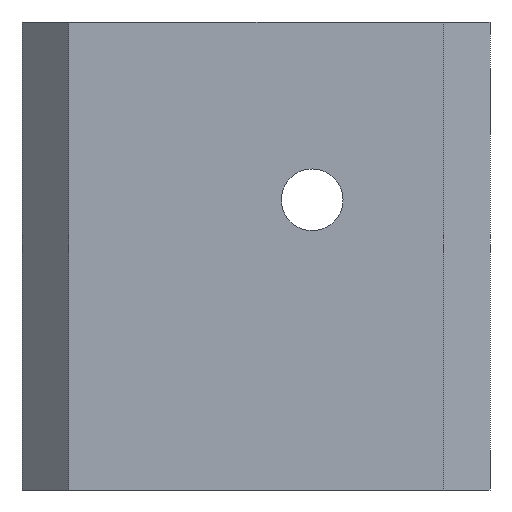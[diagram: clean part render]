
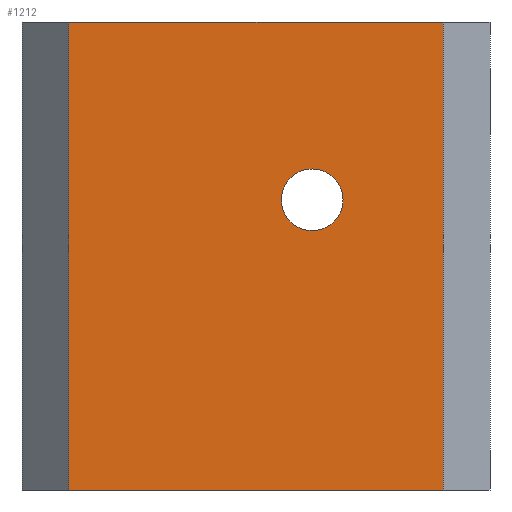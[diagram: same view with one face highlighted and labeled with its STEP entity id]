
A CAD part, front view. The second image highlights one B-rep face of the part: STEP entity #1212.
In plain terms, the highlighted planar face has unit normal (0, -1, 0).
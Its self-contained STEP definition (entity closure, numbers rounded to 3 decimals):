
#1 = ORIENTED_EDGE ( 'NONE', *, *, #333, .T. ) ;
#14 = DIRECTION ( 'NONE',  ( 0., 1., 0. ) ) ;
#98 = CARTESIAN_POINT ( 'NONE',  ( 10., 17.5, 12.5 ) ) ;
#127 = PLANE ( 'NONE',  #895 ) ;
#142 = CARTESIAN_POINT ( 'NONE',  ( 3., 17.5, 3. ) ) ;
#198 = VECTOR ( 'NONE', #1293, 1000. ) ;
#219 = ORIENTED_EDGE ( 'NONE', *, *, #1360, .T. ) ;
#249 = CARTESIAN_POINT ( 'NONE',  ( 3., 17.5, 3. ) ) ;
#274 = DIRECTION ( 'NONE',  ( 0., 0., -1. ) ) ;
#279 = ORIENTED_EDGE ( 'NONE', *, *, #732, .T. ) ;
#284 = VERTEX_POINT ( 'NONE', #1038 ) ;
#313 = VERTEX_POINT ( 'NONE', #1205 ) ;
#318 = ORIENTED_EDGE ( 'NONE', *, *, #899, .T. ) ;
#333 = EDGE_CURVE ( 'NONE', #934, #313, #702, .T. ) ;
#356 = AXIS2_PLACEMENT_3D ( 'NONE', #142, #880, #773 ) ;
#385 = CARTESIAN_POINT ( 'NONE',  ( 10., 17.5, 12.5 ) ) ;
#431 = EDGE_CURVE ( 'NONE', #540, #1168, #789, .T. ) ;
#471 = CARTESIAN_POINT ( 'NONE',  ( -10., 17.5, -12.5 ) ) ;
#472 = CARTESIAN_POINT ( 'NONE',  ( -10., 17.5, 12.5 ) ) ;
#487 = ORIENTED_EDGE ( 'NONE', *, *, #431, .F. ) ;
#495 = ORIENTED_EDGE ( 'NONE', *, *, #854, .F. ) ;
#505 = EDGE_LOOP ( 'NONE', ( #219, #318 ) ) ;
#529 = CARTESIAN_POINT ( 'NONE',  ( -10., 17.5, 12.5 ) ) ;
#540 = VERTEX_POINT ( 'NONE', #98 ) ;
#542 = DIRECTION ( 'NONE',  ( -1., 0., 0. ) ) ;
#597 = CARTESIAN_POINT ( 'NONE',  ( -10., 17.5, 12.5 ) ) ;
#622 = VECTOR ( 'NONE', #274, 1000. ) ;
#634 = VERTEX_POINT ( 'NONE', #1311 ) ;
#657 = CARTESIAN_POINT ( 'NONE',  ( -10., 17.5, 12.5 ) ) ;
#680 = LINE ( 'NONE', #471, #823 ) ;
#702 = LINE ( 'NONE', #597, #622 ) ;
#706 = CIRCLE ( 'NONE', #356, 1.65 ) ;
#732 = EDGE_CURVE ( 'NONE', #313, #1168, #680, .T. ) ;
#773 = DIRECTION ( 'NONE',  ( 0., 0., 1. ) ) ;
#789 = LINE ( 'NONE', #385, #921 ) ;
#823 = VECTOR ( 'NONE', #898, 1000. ) ;
#840 = FACE_OUTER_BOUND ( 'NONE', #1294, .T. ) ;
#854 = EDGE_CURVE ( 'NONE', #934, #540, #1192, .T. ) ;
#880 = DIRECTION ( 'NONE',  ( 0., 1., 0. ) ) ;
#895 = AXIS2_PLACEMENT_3D ( 'NONE', #529, #14, #542 ) ;
#898 = DIRECTION ( 'NONE',  ( 1., 0., 0. ) ) ;
#899 = EDGE_CURVE ( 'NONE', #284, #634, #910, .T. ) ;
#910 = CIRCLE ( 'NONE', #1151, 1.65 ) ;
#921 = VECTOR ( 'NONE', #1231, 1000. ) ;
#934 = VERTEX_POINT ( 'NONE', #472 ) ;
#958 = FACE_BOUND ( 'NONE', #505, .T. ) ;
#965 = CARTESIAN_POINT ( 'NONE',  ( 10., 17.5, -12.5 ) ) ;
#974 = DIRECTION ( 'NONE',  ( 0., 1., 0. ) ) ;
#1038 = CARTESIAN_POINT ( 'NONE',  ( 3., 17.5, 1.35 ) ) ;
#1151 = AXIS2_PLACEMENT_3D ( 'NONE', #249, #974, #1328 ) ;
#1168 = VERTEX_POINT ( 'NONE', #965 ) ;
#1192 = LINE ( 'NONE', #657, #198 ) ;
#1205 = CARTESIAN_POINT ( 'NONE',  ( -10., 17.5, -12.5 ) ) ;
#1212 = ADVANCED_FACE ( 'NONE', ( #958, #840 ), #127, .F. ) ;
#1231 = DIRECTION ( 'NONE',  ( 0., 0., -1. ) ) ;
#1293 = DIRECTION ( 'NONE',  ( 1., 0., 0. ) ) ;
#1294 = EDGE_LOOP ( 'NONE', ( #279, #487, #495, #1 ) ) ;
#1311 = CARTESIAN_POINT ( 'NONE',  ( 3., 17.5, 4.65 ) ) ;
#1328 = DIRECTION ( 'NONE',  ( 0., 0., 1. ) ) ;
#1360 = EDGE_CURVE ( 'NONE', #634, #284, #706, .T. ) ;
